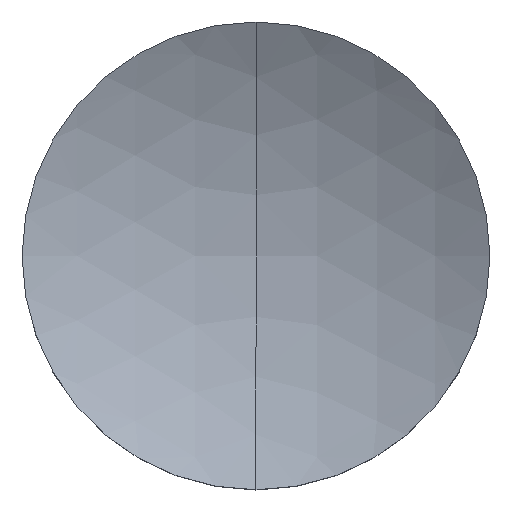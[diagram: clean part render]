
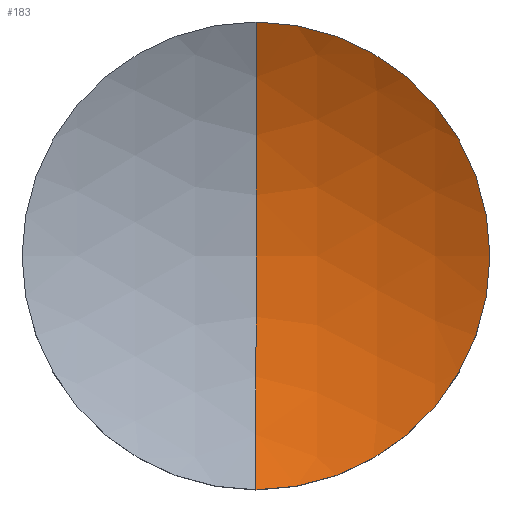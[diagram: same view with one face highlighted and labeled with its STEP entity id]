
A CAD part, top view. The second image highlights one B-rep face of the part: STEP entity #183.
In plain terms, the highlighted spherical face has radius 25.7 mm.
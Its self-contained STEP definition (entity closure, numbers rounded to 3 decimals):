
#72 = DIRECTION ( 'NONE',  ( -1., 0., 0. ) ) ;
#77 = SPHERICAL_SURFACE ( 'NONE', #86, 25.7 ) ;
#81 = CARTESIAN_POINT ( 'NONE',  ( 0., 0., 25.828 ) ) ;
#82 = DIRECTION ( 'NONE',  ( 0., 1., 0. ) ) ;
#86 = AXIS2_PLACEMENT_3D ( 'NONE', #81, #72, #82 ) ;
#91 = EDGE_LOOP ( 'NONE', ( #122, #202, #94, #156 ) ) ;
#93 = EDGE_CURVE ( 'NONE', #121, #118, #102, .T. ) ;
#94 = ORIENTED_EDGE ( 'NONE', *, *, #95, .T. ) ;
#95 = EDGE_CURVE ( 'NONE', #120, #121, #140, .T. ) ;
#99 = DIRECTION ( 'NONE',  ( 0., 0., 1. ) ) ;
#100 = CARTESIAN_POINT ( 'NONE',  ( 0., 0., 3.372 ) ) ;
#101 = AXIS2_PLACEMENT_3D ( 'NONE', #100, #99, #142 ) ;
#102 = CIRCLE ( 'NONE', #101, 12.5 ) ;
#103 = CARTESIAN_POINT ( 'NONE',  ( 0., 0., 3.372 ) ) ;
#108 = DIRECTION ( 'NONE',  ( 1., 0., 0. ) ) ;
#109 = CARTESIAN_POINT ( 'NONE',  ( 0., 0., 25.828 ) ) ;
#110 = AXIS2_PLACEMENT_3D ( 'NONE', #109, #108, #139 ) ;
#111 = CIRCLE ( 'NONE', #110, 25.7 ) ;
#112 = CARTESIAN_POINT ( 'NONE',  ( 12.5, 0., 3.372 ) ) ;
#118 = VERTEX_POINT ( 'NONE', #170 ) ;
#119 = EDGE_CURVE ( 'NONE', #124, #120, #154, .T. ) ;
#120 = VERTEX_POINT ( 'NONE', #155 ) ;
#121 = VERTEX_POINT ( 'NONE', #112 ) ;
#122 = ORIENTED_EDGE ( 'NONE', *, *, #123, .F. ) ;
#123 = EDGE_CURVE ( 'NONE', #124, #118, #111, .T. ) ;
#124 = VERTEX_POINT ( 'NONE', #138 ) ;
#138 = CARTESIAN_POINT ( 'NONE',  ( 0., 0., 0.128 ) ) ;
#139 = DIRECTION ( 'NONE',  ( 0., 0., -1. ) ) ;
#140 = CIRCLE ( 'NONE', #207, 12.5 ) ;
#142 = DIRECTION ( 'NONE',  ( 1., 0., 0. ) ) ;
#150 = DIRECTION ( 'NONE',  ( 0., -1., 0. ) ) ;
#151 = DIRECTION ( 'NONE',  ( -1., 0., 0. ) ) ;
#152 = CARTESIAN_POINT ( 'NONE',  ( 0., 0., 25.828 ) ) ;
#153 = AXIS2_PLACEMENT_3D ( 'NONE', #152, #151, #150 ) ;
#154 = CIRCLE ( 'NONE', #153, 25.7 ) ;
#155 = CARTESIAN_POINT ( 'NONE',  ( 0., -12.5, 3.372 ) ) ;
#156 = ORIENTED_EDGE ( 'NONE', *, *, #93, .T. ) ;
#170 = CARTESIAN_POINT ( 'NONE',  ( 0., 12.5, 3.372 ) ) ;
#183 = ADVANCED_FACE ( 'NONE', ( #233 ), #77, .F. ) ;
#202 = ORIENTED_EDGE ( 'NONE', *, *, #119, .T. ) ;
#205 = DIRECTION ( 'NONE',  ( 1., 0., 0. ) ) ;
#206 = DIRECTION ( 'NONE',  ( 0., 0., 1. ) ) ;
#207 = AXIS2_PLACEMENT_3D ( 'NONE', #103, #206, #205 ) ;
#233 = FACE_OUTER_BOUND ( 'NONE', #91, .T. ) ;
